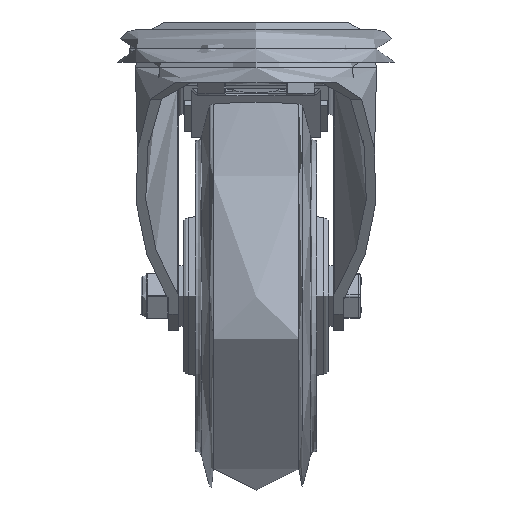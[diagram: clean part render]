
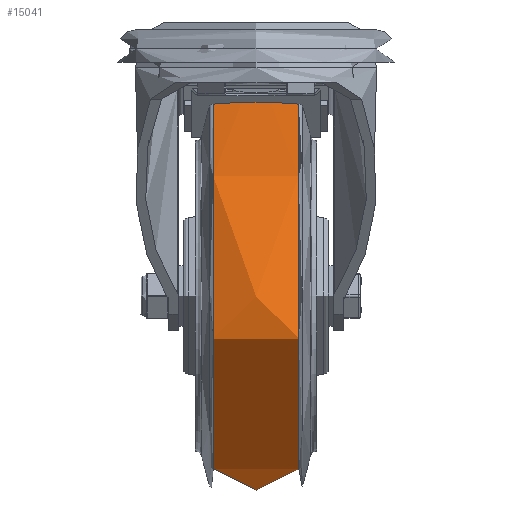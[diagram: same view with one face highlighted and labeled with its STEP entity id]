
A CAD part, left-side view. The second image highlights one B-rep face of the part: STEP entity #15041.
In plain terms, the highlighted free-form (B-spline) face has degree [2, 2] with [3, 9] control points.
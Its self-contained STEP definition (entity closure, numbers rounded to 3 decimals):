
#66=(
BOUNDED_SURFACE()
B_SPLINE_SURFACE(2,2,((#26106,#26107,#26108,#26109,#26110,#26111,#26112,
#26113,#26114),(#26115,#26116,#26117,#26118,#26119,#26120,#26121,#26122,
#26123),(#26124,#26125,#26126,#26127,#26128,#26129,#26130,#26131,#26132)),
 .UNSPECIFIED.,.F.,.T.,.F.)
B_SPLINE_SURFACE_WITH_KNOTS((3,3),(3,2,2,2,3),(-0.097,0.097),
(-3.142,-1.571,0.,1.571,3.142),
 .UNSPECIFIED.)
GEOMETRIC_REPRESENTATION_ITEM()
RATIONAL_B_SPLINE_SURFACE(((1.,0.707,1.,0.707,1.,
0.707,1.,0.707,1.),(0.995,0.704,
0.995,0.704,0.995,0.704,0.995,
0.704,0.995),(1.,0.707,1.,0.707,
1.,0.707,1.,0.707,1.)))
REPRESENTATION_ITEM('')
SURFACE()
);
#4452=FACE_OUTER_BOUND('',#5371,.T.);
#5371=EDGE_LOOP('',(#11859,#11860,#11861,#11862));
#6232=CIRCLE('',#16358,79.141);
#6233=CIRCLE('',#16359,181.);
#6234=CIRCLE('',#16360,79.141);
#7089=VERTEX_POINT('',#26103);
#7090=VERTEX_POINT('',#26133);
#8836=EDGE_CURVE('',#7089,#7089,#6232,.T.);
#8837=EDGE_CURVE('',#7089,#7090,#6233,.T.);
#8838=EDGE_CURVE('',#7090,#7090,#6234,.T.);
#11859=ORIENTED_EDGE('',*,*,#8836,.F.);
#11860=ORIENTED_EDGE('',*,*,#8837,.T.);
#11861=ORIENTED_EDGE('',*,*,#8838,.T.);
#11862=ORIENTED_EDGE('',*,*,#8837,.F.);
#15041=ADVANCED_FACE('',(#4452),#66,.F.);
#16358=AXIS2_PLACEMENT_3D('',#26105,#18652,#18653);
#16359=AXIS2_PLACEMENT_3D('',#26134,#18654,#18655);
#16360=AXIS2_PLACEMENT_3D('',#26135,#18656,#18657);
#18652=DIRECTION('center_axis',(0.,-1.,0.));
#18653=DIRECTION('ref_axis',(0.,0.,
1.));
#18654=DIRECTION('center_axis',(-1.,0.,0.));
#18655=DIRECTION('ref_axis',(0.,0.,1.));
#18656=DIRECTION('center_axis',(0.,-1.,0.));
#18657=DIRECTION('ref_axis',(0.,0.,
1.));
#26103=CARTESIAN_POINT('',(0.,-17.618,79.141));
#26105=CARTESIAN_POINT('Origin',(0.,-17.618,
0.));
#26106=CARTESIAN_POINT('Ctrl Pts',(0.,17.618,
79.141));
#26107=CARTESIAN_POINT('Ctrl Pts',(-79.141,17.618,79.141));
#26108=CARTESIAN_POINT('Ctrl Pts',(-79.141,17.618,0.));
#26109=CARTESIAN_POINT('Ctrl Pts',(-79.141,17.618,-79.141));
#26110=CARTESIAN_POINT('Ctrl Pts',(0.,17.618,
-79.141));
#26111=CARTESIAN_POINT('Ctrl Pts',(79.141,17.618,-79.141));
#26112=CARTESIAN_POINT('Ctrl Pts',(79.141,17.618,0.));
#26113=CARTESIAN_POINT('Ctrl Pts',(79.141,17.618,79.141));
#26114=CARTESIAN_POINT('Ctrl Pts',(0.,17.618,
79.141));
#26115=CARTESIAN_POINT('Ctrl Pts',(0.,0.,
80.864));
#26116=CARTESIAN_POINT('Ctrl Pts',(-80.864,0.,
80.864));
#26117=CARTESIAN_POINT('Ctrl Pts',(-80.864,0.,
0.));
#26118=CARTESIAN_POINT('Ctrl Pts',(-80.864,0.,
-80.864));
#26119=CARTESIAN_POINT('Ctrl Pts',(0.,0.,
-80.864));
#26120=CARTESIAN_POINT('Ctrl Pts',(80.864,0.,
-80.864));
#26121=CARTESIAN_POINT('Ctrl Pts',(80.864,0.,
0.));
#26122=CARTESIAN_POINT('Ctrl Pts',(80.864,0.,
80.864));
#26123=CARTESIAN_POINT('Ctrl Pts',(0.,0.,
80.864));
#26124=CARTESIAN_POINT('Ctrl Pts',(0.,-17.618,
79.141));
#26125=CARTESIAN_POINT('Ctrl Pts',(-79.141,-17.618,
79.141));
#26126=CARTESIAN_POINT('Ctrl Pts',(-79.141,-17.618,
0.));
#26127=CARTESIAN_POINT('Ctrl Pts',(-79.141,-17.618,
-79.141));
#26128=CARTESIAN_POINT('Ctrl Pts',(0.,-17.618,
-79.141));
#26129=CARTESIAN_POINT('Ctrl Pts',(79.141,-17.618,-79.141));
#26130=CARTESIAN_POINT('Ctrl Pts',(79.141,-17.618,0.));
#26131=CARTESIAN_POINT('Ctrl Pts',(79.141,-17.618,79.141));
#26132=CARTESIAN_POINT('Ctrl Pts',(0.,-17.618,
79.141));
#26133=CARTESIAN_POINT('',(0.,17.618,79.141));
#26134=CARTESIAN_POINT('Origin',(0.,0.,
-101.));
#26135=CARTESIAN_POINT('Origin',(0.,17.618,0.));
